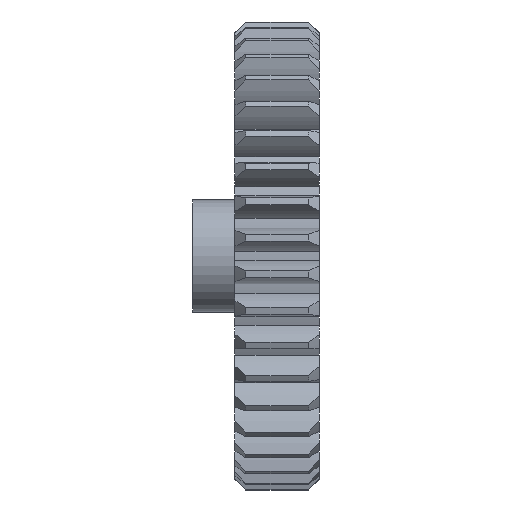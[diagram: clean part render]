
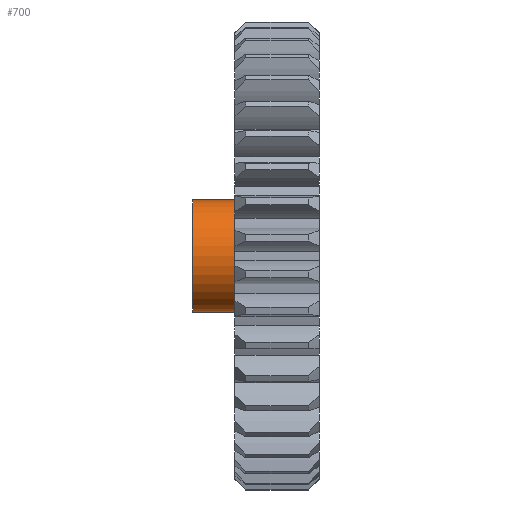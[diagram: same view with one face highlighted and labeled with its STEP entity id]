
A CAD part, front view. The second image highlights one B-rep face of the part: STEP entity #700.
In plain terms, the highlighted cylindrical face has radius 4 mm (diameter 8 mm), a partial arc.
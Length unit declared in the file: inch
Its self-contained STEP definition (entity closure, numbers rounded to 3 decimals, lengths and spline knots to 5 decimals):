
#178 = EDGE_CURVE ( 'NONE', #670, #941, #1731, .T. ) ;
#670 = VERTEX_POINT ( 'NONE', #4430 ) ;
#700 = ADVANCED_FACE ( 'NONE', ( #7981 ), #6524, .T. ) ;
#780 = CARTESIAN_POINT ( 'NONE',  ( 0., 0., -0.15748 ) ) ;
#800 = CARTESIAN_POINT ( 'NONE',  ( -0.11811, 0., -0.15748 ) ) ;
#896 = DIRECTION ( 'NONE',  ( 1., 0., 0. ) ) ;
#907 = VECTOR ( 'NONE', #896, 39.37008 ) ;
#941 = VERTEX_POINT ( 'NONE', #1306 ) ;
#1219 = ORIENTED_EDGE ( 'NONE', *, *, #2889, .T. ) ;
#1306 = CARTESIAN_POINT ( 'NONE',  ( 0., 0., 0.15748 ) ) ;
#1713 = AXIS2_PLACEMENT_3D ( 'NONE', #3767, #6621, #6571 ) ;
#1731 = LINE ( 'NONE', #6789, #7421 ) ;
#2082 = CIRCLE ( 'NONE', #4767, 0.15748 ) ;
#2525 = CARTESIAN_POINT ( 'NONE',  ( 0., 0., 0. ) ) ;
#2676 = EDGE_CURVE ( 'NONE', #2933, #670, #5067, .T. ) ;
#2889 = EDGE_CURVE ( 'NONE', #4813, #941, #2082, .T. ) ;
#2910 = CARTESIAN_POINT ( 'NONE',  ( -0.11811, 0., 0. ) ) ;
#2933 = VERTEX_POINT ( 'NONE', #3984 ) ;
#3767 = CARTESIAN_POINT ( 'NONE',  ( -0.11811, 0., 0. ) ) ;
#3984 = CARTESIAN_POINT ( 'NONE',  ( -0.11811, 0., -0.15748 ) ) ;
#4102 = ORIENTED_EDGE ( 'NONE', *, *, #2676, .F. ) ;
#4411 = DIRECTION ( 'NONE',  ( -1., 0., 0. ) ) ;
#4430 = CARTESIAN_POINT ( 'NONE',  ( -0.11811, 0., 0.15748 ) ) ;
#4612 = AXIS2_PLACEMENT_3D ( 'NONE', #2910, #4411, #6640 ) ;
#4767 = AXIS2_PLACEMENT_3D ( 'NONE', #2525, #5992, #7481 ) ;
#4813 = VERTEX_POINT ( 'NONE', #780 ) ;
#5067 = CIRCLE ( 'NONE', #4612, 0.15748 ) ;
#5630 = EDGE_CURVE ( 'NONE', #2933, #4813, #6438, .T. ) ;
#5992 = DIRECTION ( 'NONE',  ( -1., 0., 0. ) ) ;
#5999 = ORIENTED_EDGE ( 'NONE', *, *, #5630, .T. ) ;
#6438 = LINE ( 'NONE', #800, #907 ) ;
#6524 = CYLINDRICAL_SURFACE ( 'NONE', #1713, 0.15748 ) ;
#6571 = DIRECTION ( 'NONE',  ( 0., 0., -1. ) ) ;
#6621 = DIRECTION ( 'NONE',  ( 1., 0., 0. ) ) ;
#6640 = DIRECTION ( 'NONE',  ( 0., 0., 1. ) ) ;
#6789 = CARTESIAN_POINT ( 'NONE',  ( -0.11811, 0., 0.15748 ) ) ;
#6811 = ORIENTED_EDGE ( 'NONE', *, *, #178, .F. ) ;
#7421 = VECTOR ( 'NONE', #8148, 39.37008 ) ;
#7481 = DIRECTION ( 'NONE',  ( 0., 0., -1. ) ) ;
#7981 = FACE_OUTER_BOUND ( 'NONE', #8738, .T. ) ;
#8148 = DIRECTION ( 'NONE',  ( 1., 0., 0. ) ) ;
#8738 = EDGE_LOOP ( 'NONE', ( #6811, #4102, #5999, #1219 ) ) ;
